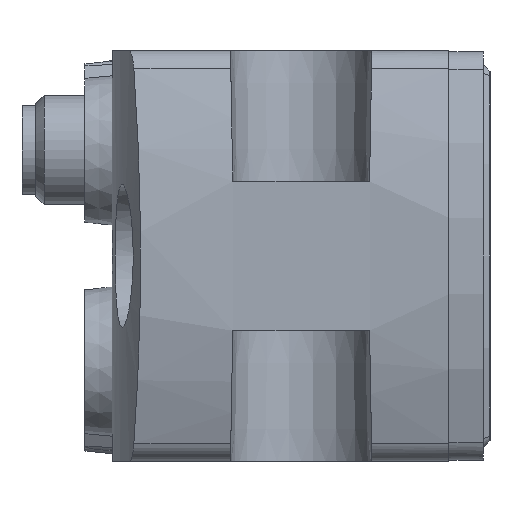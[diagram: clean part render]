
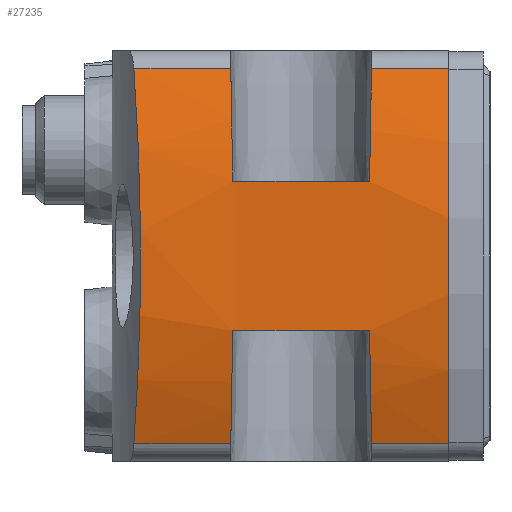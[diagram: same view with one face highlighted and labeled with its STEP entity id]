
A CAD part, left-side view. The second image highlights one B-rep face of the part: STEP entity #27235.
In plain terms, the highlighted cylindrical face has radius 39.024 mm (diameter 78.047 mm), a partial arc.
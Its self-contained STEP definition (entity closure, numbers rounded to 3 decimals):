
#137=B_SPLINE_CURVE_WITH_KNOTS('',3,(#37004,#37005,#37006,#37007,#37008,
#37009,#37010,#37011),.UNSPECIFIED.,.F.,.F.,(4,1,1,1,1,4),(0.,
0.007,0.01,0.014,0.021,
0.028),.UNSPECIFIED.);
#214=CYLINDRICAL_SURFACE('',#28580,39.024);
#614=CIRCLE('',#28583,39.024);
#1682=LINE('',#37513,#3590);
#1687=LINE('',#37529,#3595);
#1688=LINE('',#37535,#3596);
#1689=LINE('',#37547,#3597);
#1690=LINE('',#37551,#3598);
#1691=LINE('',#37556,#3599);
#3590=VECTOR('',#31221,1000.);
#3595=VECTOR('',#31232,1000.);
#3596=VECTOR('',#31241,1000.);
#3597=VECTOR('',#31260,1000.);
#3598=VECTOR('',#31263,1000.);
#3599=VECTOR('',#31268,1000.);
#5817=ORIENTED_EDGE('',*,*,#11226,.T.);
#5818=ORIENTED_EDGE('',*,*,#11231,.T.);
#5819=ORIENTED_EDGE('',*,*,#11223,.T.);
#5820=ORIENTED_EDGE('',*,*,#11232,.T.);
#5821=ORIENTED_EDGE('',*,*,#11233,.T.);
#5822=ORIENTED_EDGE('',*,*,#11234,.T.);
#5823=ORIENTED_EDGE('',*,*,#11235,.F.);
#5824=ORIENTED_EDGE('',*,*,#11236,.F.);
#5825=ORIENTED_EDGE('',*,*,#11216,.F.);
#5826=ORIENTED_EDGE('',*,*,#11237,.F.);
#5827=ORIENTED_EDGE('',*,*,#11238,.F.);
#5828=ORIENTED_EDGE('',*,*,#10990,.T.);
#10990=EDGE_CURVE('',#13742,#13741,#137,.T.);
#11216=EDGE_CURVE('',#13904,#13905,#1682,.T.);
#11223=EDGE_CURVE('',#13909,#13911,#1687,.T.);
#11226=EDGE_CURVE('',#13741,#13912,#1688,.T.);
#11231=EDGE_CURVE('',#13912,#13909,#15313,.F.);
#11232=EDGE_CURVE('',#13911,#13914,#15314,.F.);
#11233=EDGE_CURVE('',#13914,#13915,#1689,.T.);
#11234=EDGE_CURVE('',#13915,#13916,#614,.T.);
#11235=EDGE_CURVE('',#13917,#13916,#1690,.T.);
#11236=EDGE_CURVE('',#13905,#13917,#15315,.T.);
#11237=EDGE_CURVE('',#13918,#13904,#15316,.T.);
#11238=EDGE_CURVE('',#13742,#13918,#1691,.T.);
#13741=VERTEX_POINT('',#37003);
#13742=VERTEX_POINT('',#37012);
#13904=VERTEX_POINT('',#37514);
#13905=VERTEX_POINT('',#37515);
#13909=VERTEX_POINT('',#37524);
#13911=VERTEX_POINT('',#37528);
#13912=VERTEX_POINT('',#37534);
#13914=VERTEX_POINT('',#37546);
#13915=VERTEX_POINT('',#37548);
#13916=VERTEX_POINT('',#37550);
#13917=VERTEX_POINT('',#37552);
#13918=VERTEX_POINT('',#37555);
#15313=ELLIPSE('',#28581,39.03,39.024);
#15314=ELLIPSE('',#28582,39.03,39.024);
#15315=ELLIPSE('',#28584,39.03,39.024);
#15316=ELLIPSE('',#28585,39.03,39.024);
#15441=EDGE_LOOP('',(#5817,#5818,#5819,#5820,#5821,#5822,#5823,#5824,#5825,
#5826,#5827,#5828));
#16925=FACE_BOUND('',#15441,.T.);
#27235=ADVANCED_FACE('',(#16925),#214,.T.);
#28580=AXIS2_PLACEMENT_3D('',#37543,#31254,#31255);
#28581=AXIS2_PLACEMENT_3D('',#37544,#31256,#31257);
#28582=AXIS2_PLACEMENT_3D('',#37545,#31258,#31259);
#28583=AXIS2_PLACEMENT_3D('',#37549,#31261,#31262);
#28584=AXIS2_PLACEMENT_3D('',#37553,#31264,#31265);
#28585=AXIS2_PLACEMENT_3D('',#37554,#31266,#31267);
#31221=DIRECTION('',(0.,-1.,0.));
#31232=DIRECTION('',(0.,-1.,0.));
#31241=DIRECTION('',(0.,-1.,0.));
#31254=DIRECTION('',(0.,-1.,0.));
#31255=DIRECTION('',(0.,0.,-1.));
#31256=DIRECTION('',(0.,-1.,-0.017));
#31257=DIRECTION('',(0.,-0.017,1.));
#31258=DIRECTION('',(0.,1.,-0.017));
#31259=DIRECTION('',(0.,-0.017,-1.));
#31260=DIRECTION('',(0.,-1.,0.));
#31261=DIRECTION('',(0.,1.,0.));
#31262=DIRECTION('',(1.,0.,0.));
#31263=DIRECTION('',(0.,-1.,0.));
#31264=DIRECTION('',(0.,1.,0.017));
#31265=DIRECTION('',(0.,-0.017,1.));
#31266=DIRECTION('',(0.,-1.,0.017));
#31267=DIRECTION('',(0.,-0.017,-1.));
#31268=DIRECTION('',(0.,-1.,0.));
#37003=CARTESIAN_POINT('',(-82.465,26.027,-13.702));
#37004=CARTESIAN_POINT('',(-82.465,26.027,13.702));
#37005=CARTESIAN_POINT('',(-83.291,25.873,11.501));
#37006=CARTESIAN_POINT('',(-84.215,25.685,8.134));
#37007=CARTESIAN_POINT('',(-84.843,25.552,3.531));
#37008=CARTESIAN_POINT('',(-85.056,25.506,-1.184));
#37009=CARTESIAN_POINT('',(-84.533,25.62,-6.97));
#37010=CARTESIAN_POINT('',(-83.291,25.873,-11.501));
#37011=CARTESIAN_POINT('',(-82.465,26.027,-13.702));
#37012=CARTESIAN_POINT('',(-82.465,26.027,13.702));
#37513=CARTESIAN_POINT('',(-84.566,27.6,5.459));
#37514=CARTESIAN_POINT('',(-84.566,18.8,5.459));
#37515=CARTESIAN_POINT('',(-84.566,8.8,5.459));
#37524=CARTESIAN_POINT('',(-84.566,18.8,-5.459));
#37528=CARTESIAN_POINT('',(-84.566,8.8,-5.459));
#37529=CARTESIAN_POINT('',(-84.566,27.6,-5.459));
#37534=CARTESIAN_POINT('',(-82.465,18.944,-13.702));
#37535=CARTESIAN_POINT('',(-82.465,27.6,-13.702));
#37543=CARTESIAN_POINT('',(-45.926,27.6,0.));
#37544=CARTESIAN_POINT('',(-45.926,18.705,0.));
#37545=CARTESIAN_POINT('',(-45.926,8.895,0.));
#37546=CARTESIAN_POINT('',(-82.465,8.656,-13.702));
#37547=CARTESIAN_POINT('',(-82.465,27.6,-13.702));
#37548=CARTESIAN_POINT('',(-82.465,3.,-13.702));
#37549=CARTESIAN_POINT('',(-45.926,3.,0.));
#37550=CARTESIAN_POINT('',(-82.465,3.,13.702));
#37551=CARTESIAN_POINT('',(-82.465,27.6,13.702));
#37552=CARTESIAN_POINT('',(-82.465,8.656,13.702));
#37553=CARTESIAN_POINT('',(-45.926,8.895,0.));
#37554=CARTESIAN_POINT('',(-45.926,18.705,0.));
#37555=CARTESIAN_POINT('',(-82.465,18.944,13.702));
#37556=CARTESIAN_POINT('',(-82.465,27.6,13.702));
